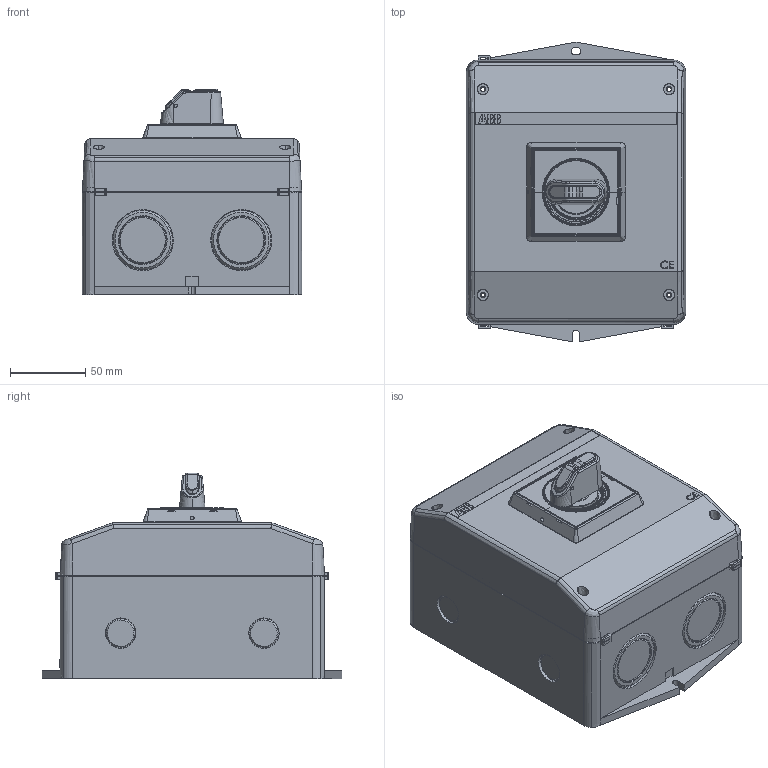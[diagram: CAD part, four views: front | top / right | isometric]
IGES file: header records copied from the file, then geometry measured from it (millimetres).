
Global section: file name: EOT45U3P3-1S.igs; preprocessor: I-DEAS 3D IGES Translator 15; date: 20140828.130011; units: millimetre
Bounding box: 146 x 199.58 x 137.1 mm (x, y, z)
Volume: 182258.9 mm3; surface area: 299859.4 mm2
Topology: 2 solids, 2 shells, 1837 faces, 8382 edges, 7741 vertices
Faces by surface type: bspline 1837
